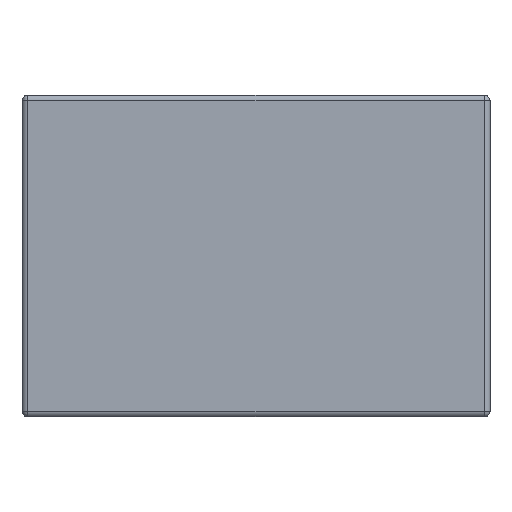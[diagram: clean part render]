
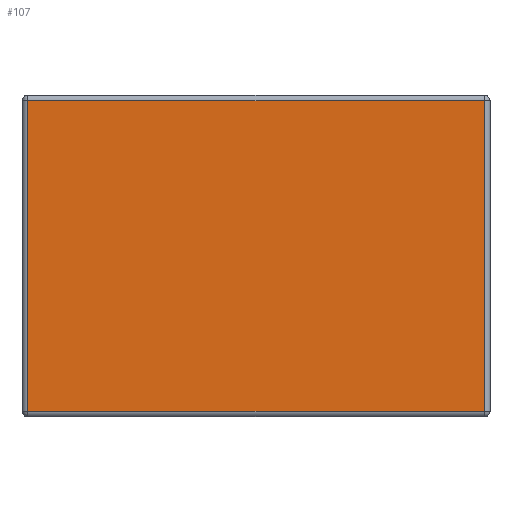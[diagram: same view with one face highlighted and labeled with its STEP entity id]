
A CAD part, front view. The second image highlights one B-rep face of the part: STEP entity #107.
In plain terms, the highlighted planar face has unit normal (0, -1, 0).
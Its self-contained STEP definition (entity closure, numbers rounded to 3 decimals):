
#107 = ADVANCED_FACE( '', ( #204 ), #205, .T. );
#204 = FACE_OUTER_BOUND( '', #302, .T. );
#205 = PLANE( '', #303 );
#302 = EDGE_LOOP( '', ( #398, #399, #400, #401 ) );
#303 = AXIS2_PLACEMENT_3D( '', #402, #403, #404 );
#398 = ORIENTED_EDGE( '', *, *, #625, .T. );
#399 = ORIENTED_EDGE( '', *, *, #626, .T. );
#400 = ORIENTED_EDGE( '', *, *, #627, .T. );
#401 = ORIENTED_EDGE( '', *, *, #616, .T. );
#402 = CARTESIAN_POINT( '', ( -0.8, -0.5, -0.55 ) );
#403 = DIRECTION( '', ( 0., -1., 0. ) );
#404 = DIRECTION( '', ( 0., 0., -1. ) );
#616 = EDGE_CURVE( '', #706, #704, #707, .T. );
#625 = EDGE_CURVE( '', #704, #721, #722, .T. );
#626 = EDGE_CURVE( '', #721, #723, #724, .T. );
#627 = EDGE_CURVE( '', #723, #706, #725, .T. );
#704 = VERTEX_POINT( '', #828 );
#706 = VERTEX_POINT( '', #830 );
#707 = LINE( '', #831, #832 );
#721 = VERTEX_POINT( '', #851 );
#722 = LINE( '', #852, #853 );
#723 = VERTEX_POINT( '', #854 );
#724 = LINE( '', #855, #856 );
#725 = LINE( '', #857, #858 );
#828 = CARTESIAN_POINT( '', ( -0.78, -0.5, 0.53 ) );
#830 = CARTESIAN_POINT( '', ( 0.78, -0.5, 0.53 ) );
#831 = CARTESIAN_POINT( '', ( -0.8, -0.5, 0.53 ) );
#832 = VECTOR( '', #989, 1000. );
#851 = CARTESIAN_POINT( '', ( -0.78, -0.5, -0.53 ) );
#852 = CARTESIAN_POINT( '', ( -0.78, -0.5, -0.55 ) );
#853 = VECTOR( '', #998, 1000. );
#854 = CARTESIAN_POINT( '', ( 0.78, -0.5, -0.53 ) );
#855 = CARTESIAN_POINT( '', ( 0.8, -0.5, -0.53 ) );
#856 = VECTOR( '', #999, 1000. );
#857 = CARTESIAN_POINT( '', ( 0.78, -0.5, 0.55 ) );
#858 = VECTOR( '', #1000, 1000. );
#989 = DIRECTION( '', ( -1., 0., 0. ) );
#998 = DIRECTION( '', ( 0., 0., -1. ) );
#999 = DIRECTION( '', ( 1., 0., 0. ) );
#1000 = DIRECTION( '', ( 0., 0., 1. ) );
